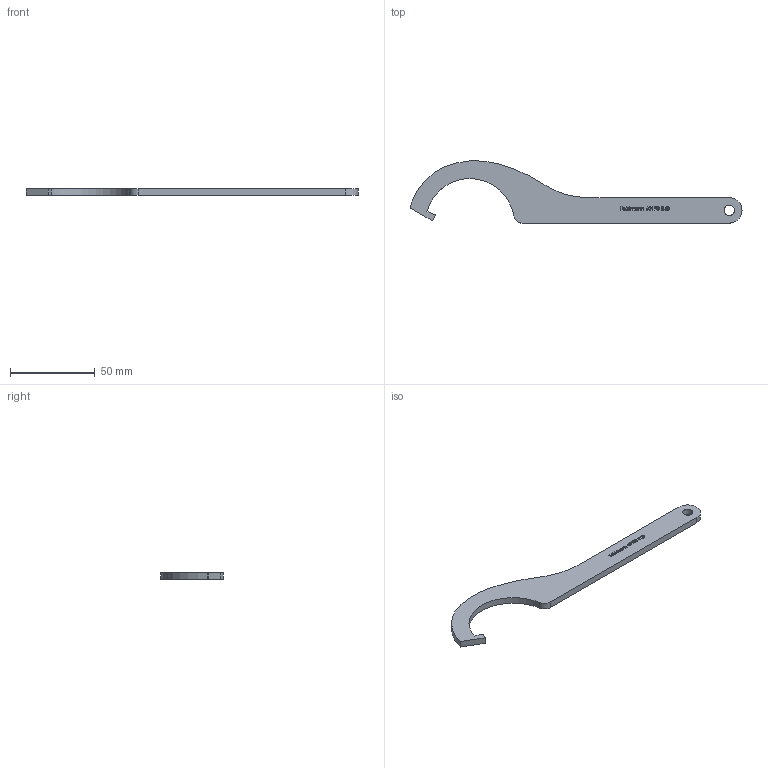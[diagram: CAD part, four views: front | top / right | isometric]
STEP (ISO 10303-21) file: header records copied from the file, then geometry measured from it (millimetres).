
FILE_DESCRIPTION (( 'STEP AP203' ), '1' );
FILE_NAME ('60193-240.STEP', '2018-08-15T13:31:15', ( '' ), ( '' ), 'SwSTEP 2.0', 'SolidWorks 2015', '' );
FILE_SCHEMA (( 'CONFIG_CONTROL_DESIGN' ));
Length unit declared in the file: millimetre
Products named in the file (1): 60193-240
Bounding box: 195.45 x 36.62 x 4 mm (x, y, z)
Volume: 12304.6 mm3; surface area: 8056.4 mm2
Topology: 1 solids, 1 shells, 241 faces, 642 edges, 428 vertices
Faces by surface type: plane 124, bspline 104, cylinder 13
Entity records: 13235 total; most frequent: CARTESIAN_POINT 7832, ORIENTED_EDGE 1284, DIRECTION 736, EDGE_CURVE 642, VERTEX_POINT 428, LINE 408, VECTOR 408, EDGE_LOOP 268
